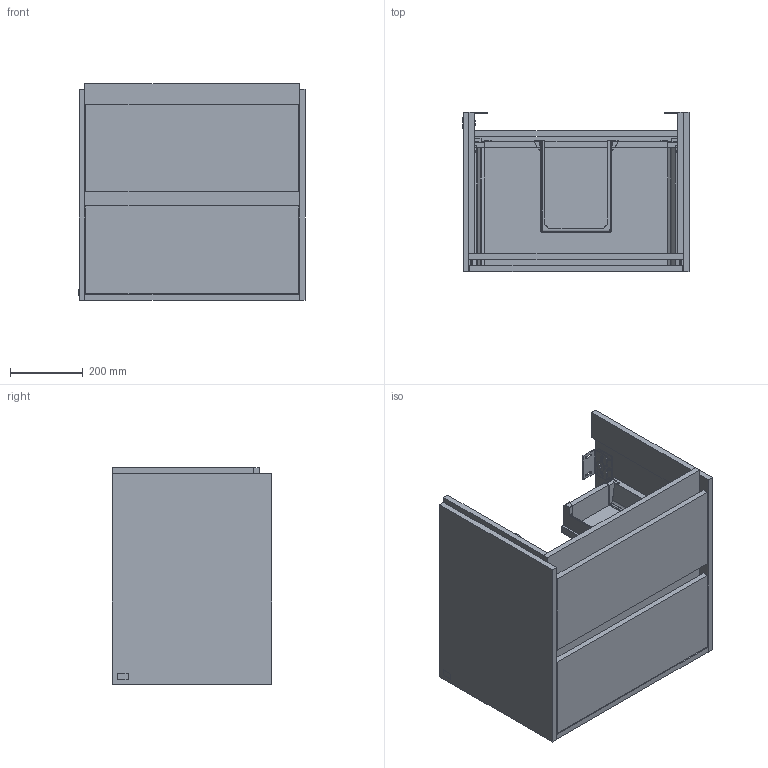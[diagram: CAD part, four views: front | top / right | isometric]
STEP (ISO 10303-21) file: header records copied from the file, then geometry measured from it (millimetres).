
FILE_DESCRIPTION(/* description */ (''),/* implementation_level */ '2;1');
FILE_NAME(/* name */ 'C79500_RFS.stp',/* time_stamp */ '2024-06-18T15:15:21+02:00',/* author */ ('schmidtkonj'),/* organization */ (''),/* preprocessor_version */ 'ST-DEVELOPER v18.1',/* originating_system */ 'Autodesk Inventor 2021',/* authorisation */ '');
FILE_SCHEMA (('AUTOMOTIVE_DESIGN { 1 0 10303 214 3 1 1 }'));
Products named in the file (1): C79500_RFS
Bounding box: 622.5 x 439 x 596 mm (x, y, z)
Volume: 27932362.2 mm3; surface area: 4298183.4 mm2
Topology: 55 solids, 55 shells, 2268 faces, 6210 edges, 4156 vertices
Faces by surface type: plane 1607, cylinder 605, cone 50, torus 4, bspline 2
Full cylindrical faces by diameter (mm): 2.5 x2, 4 x4, 5 x8, 5.1 x4, 6 x12, 7 x10, 7.2 x2, 8 x4, 8.4 x2, 10 x8, 12 x2, 12.2 x2, 30 x2
Entity records: 72522 total; most frequent: CARTESIAN_POINT 12885, ORIENTED_EDGE 12420, DIRECTION 12162, EDGE_CURVE 6210, LINE 4620, VECTOR 4620, VERTEX_POINT 4156, AXIS2_PLACEMENT_3D 3771
